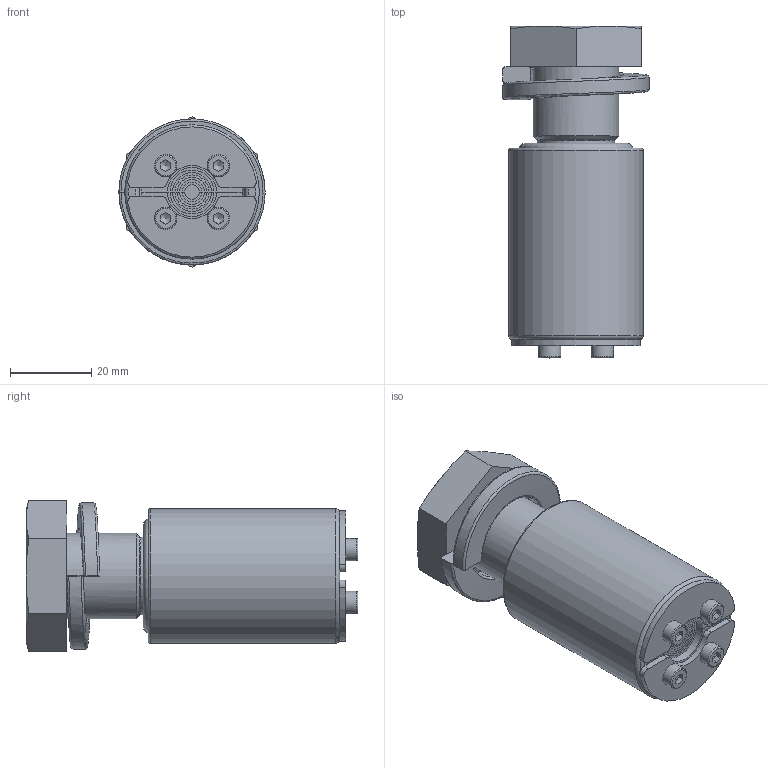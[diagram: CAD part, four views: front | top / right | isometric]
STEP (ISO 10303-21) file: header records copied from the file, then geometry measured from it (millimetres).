
FILE_DESCRIPTION(/* description */ (''),/* implementation_level */ '2;1');
FILE_NAME(/* name */ 'SLA_RS25.stp',/* time_stamp */ '2026-03-23T07:20:36+01:00',/* author */ ('se-marfre'),/* organization */ (''),/* preprocessor_version */ 'ST-DEVELOPER v19.2',/* originating_system */ 'Autodesk Inventor 2023',/* authorisation */ '');
FILE_SCHEMA (('CONFIG_CONTROL_DESIGN'));
Length unit declared in the file: millimetre
Products named in the file (1): SLA_RS25
Bounding box: 35.9 x 81.5 x 36.95 mm (x, y, z)
Volume: 47655 mm3; surface area: 22964.6 mm2
Topology: 2 solids, 2 shells, 200 faces, 490 edges, 297 vertices
Faces by surface type: plane 107, cylinder 52, cone 19, torus 16, bspline 6
Full cylindrical faces by diameter (mm): 2.459 x4, 5.5 x4, 15 x1, 19 x1, 20.955 x2, 26 x1, 33 x1
Entity records: 7041 total; most frequent: CARTESIAN_POINT 2046, DIRECTION 1030, ORIENTED_EDGE 974, EDGE_CURVE 487, AXIS2_PLACEMENT_3D 414, VERTEX_POINT 298, CIRCLE 219, EDGE_LOOP 217
